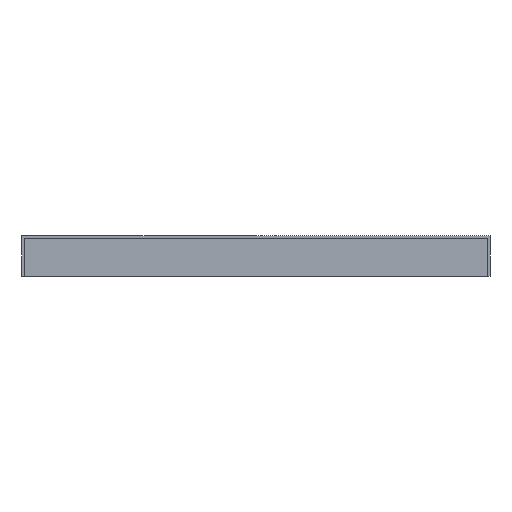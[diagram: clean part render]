
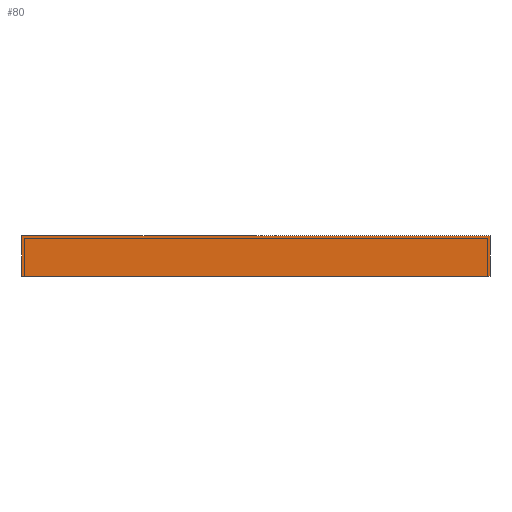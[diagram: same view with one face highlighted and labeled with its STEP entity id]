
A CAD part, front view. The second image highlights one B-rep face of the part: STEP entity #80.
In plain terms, the highlighted planar face has unit normal (0, -1, 0).
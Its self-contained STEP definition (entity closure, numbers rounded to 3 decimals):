
#80 = ADVANCED_FACE( '', ( #141 ), #142, .F. );
#141 = FACE_OUTER_BOUND( '', #191, .T. );
#142 = PLANE( '', #192 );
#191 = EDGE_LOOP( '', ( #234, #235, #236, #237 ) );
#192 = AXIS2_PLACEMENT_3D( '', #238, #239, #240 );
#234 = ORIENTED_EDGE( '', *, *, #328, .F. );
#235 = ORIENTED_EDGE( '', *, *, #329, .F. );
#236 = ORIENTED_EDGE( '', *, *, #330, .F. );
#237 = ORIENTED_EDGE( '', *, *, #325, .F. );
#238 = CARTESIAN_POINT( '', ( 9.625, -500.1, -0.835 ) );
#239 = DIRECTION( '', ( 0., 1., 0. ) );
#240 = DIRECTION( '', ( 0., 0., 1. ) );
#325 = EDGE_CURVE( '', #362, #364, #365, .T. );
#328 = EDGE_CURVE( '', #368, #362, #369, .T. );
#329 = EDGE_CURVE( '', #370, #368, #371, .T. );
#330 = EDGE_CURVE( '', #364, #370, #372, .T. );
#362 = VERTEX_POINT( '', #415 );
#364 = VERTEX_POINT( '', #418 );
#365 = LINE( '', #419, #420 );
#368 = VERTEX_POINT( '', #424 );
#369 = LINE( '', #425, #426 );
#370 = VERTEX_POINT( '', #427 );
#371 = LINE( '', #428, #429 );
#372 = LINE( '', #430, #431 );
#415 = CARTESIAN_POINT( '', ( 9.625, -500.1, -0.835 ) );
#418 = CARTESIAN_POINT( '', ( -9.625, -500.1, -0.835 ) );
#419 = CARTESIAN_POINT( '', ( 9.625, -500.1, -0.835 ) );
#420 = VECTOR( '', #488, 1000. );
#424 = CARTESIAN_POINT( '', ( 9.625, -500.1, 0.835 ) );
#425 = CARTESIAN_POINT( '', ( 9.625, -500.1, 0.835 ) );
#426 = VECTOR( '', #490, 1000. );
#427 = CARTESIAN_POINT( '', ( -9.625, -500.1, 0.835 ) );
#428 = CARTESIAN_POINT( '', ( -9.625, -500.1, 0.835 ) );
#429 = VECTOR( '', #491, 1000. );
#430 = CARTESIAN_POINT( '', ( -9.625, -500.1, -0.835 ) );
#431 = VECTOR( '', #492, 1000. );
#488 = DIRECTION( '', ( -1., 0., 0. ) );
#490 = DIRECTION( '', ( 0., 0., -1. ) );
#491 = DIRECTION( '', ( 1., 0., 0. ) );
#492 = DIRECTION( '', ( 0., 0., 1. ) );
